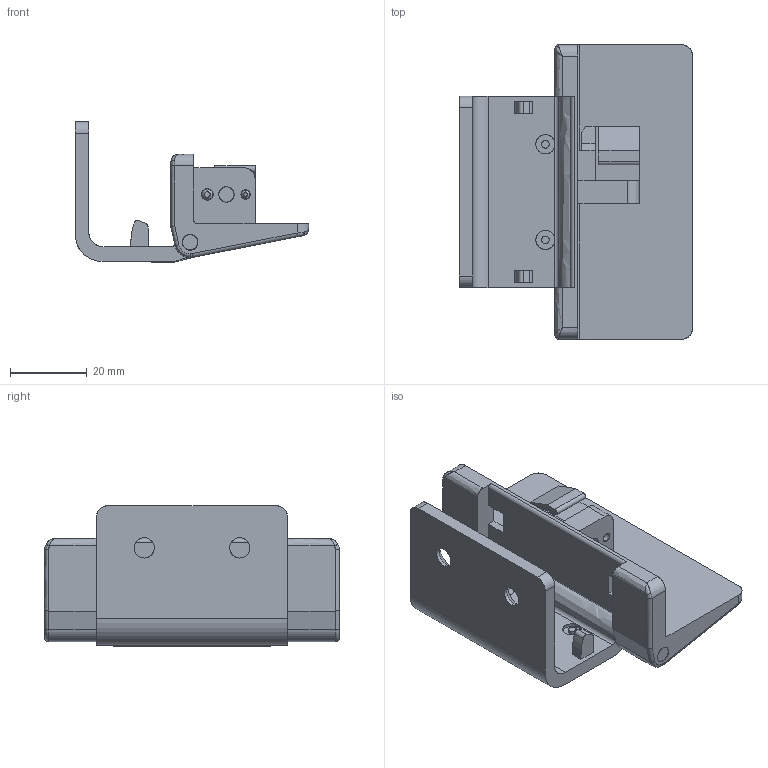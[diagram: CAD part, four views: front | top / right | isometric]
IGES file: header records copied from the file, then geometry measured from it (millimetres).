
Start section: SolidWorks IGES file using analytic representation for surfaces
Global section: file name: B-270.IGS,15; native system: HSolidWorks 2021; preprocessor: SolidWorks 2021; author: 1300nh; date: 230303.101728; units: millimetre
Bounding box: 61 x 77 x 36.7 mm (x, y, z)
Surface area: 22772.7 mm2 (no closed solid volume)
Topology: 0 solids, 0 shells, 231 faces, 2980 edges, 2978 vertices
Faces by surface type: bspline 125, revolution 106
